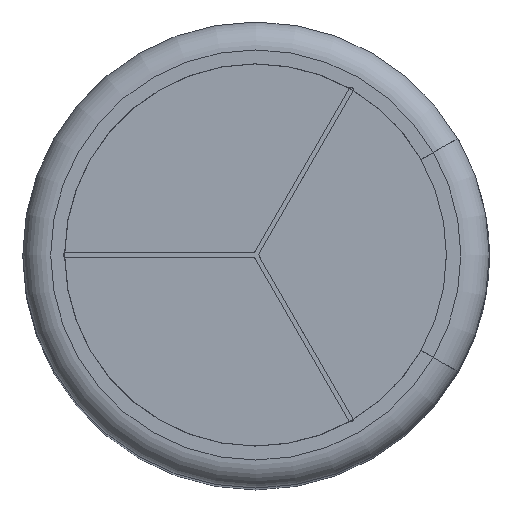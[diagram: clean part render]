
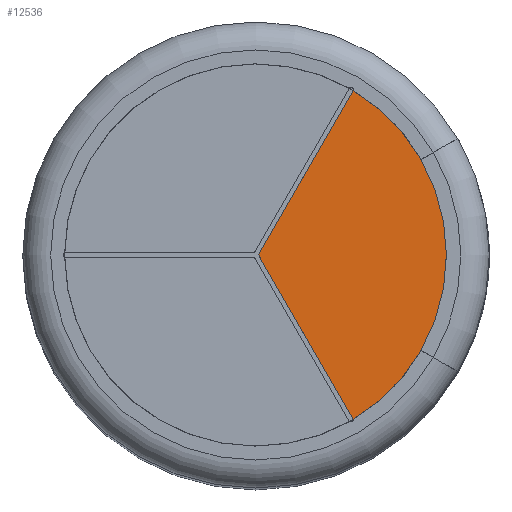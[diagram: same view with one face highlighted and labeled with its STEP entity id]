
A CAD part, top view. The second image highlights one B-rep face of the part: STEP entity #12536.
In plain terms, the highlighted planar face has unit normal (0, 0, 1).
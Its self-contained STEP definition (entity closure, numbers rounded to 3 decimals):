
#271 = VERTEX_POINT ( 'NONE', #3023 ) ;
#1097 = VECTOR ( 'NONE', #10176, 1000. ) ;
#1141 = CARTESIAN_POINT ( 'NONE',  ( 0., 0., 16.79 ) ) ;
#1260 = VERTEX_POINT ( 'NONE', #11599 ) ;
#1356 = AXIS2_PLACEMENT_3D ( 'NONE', #4078, #13027, #14218 ) ;
#1527 = DIRECTION ( 'NONE',  ( 1., 0., 0. ) ) ;
#1576 = VECTOR ( 'NONE', #10121, 1000. ) ;
#1760 = EDGE_CURVE ( 'NONE', #7218, #271, #12248, .T. ) ;
#2342 = VECTOR ( 'NONE', #11570, 1000. ) ;
#2535 = EDGE_CURVE ( 'NONE', #6050, #1260, #2933, .T. ) ;
#2724 = CARTESIAN_POINT ( 'NONE',  ( 0.058, 0., 16.79 ) ) ;
#2774 = CARTESIAN_POINT ( 'NONE',  ( 3.551, -2.05, 16.79 ) ) ;
#2933 = CIRCLE ( 'NONE', #9085, 4.1 ) ;
#2995 = AXIS2_PLACEMENT_3D ( 'NONE', #1141, #7957, #5702 ) ;
#3023 = CARTESIAN_POINT ( 'NONE',  ( 3.542, 2.045, 16.79 ) ) ;
#4040 = CARTESIAN_POINT ( 'NONE',  ( 2.093, 3.525, 16.79 ) ) ;
#4078 = CARTESIAN_POINT ( 'NONE',  ( 0., 0., 16.79 ) ) ;
#4367 = EDGE_CURVE ( 'NONE', #7218, #6050, #4646, .T. ) ;
#4519 = CARTESIAN_POINT ( 'NONE',  ( 0.058, 0., 16.79 ) ) ;
#4596 = VECTOR ( 'NONE', #9633, 1000. ) ;
#4646 = LINE ( 'NONE', #9263, #2342 ) ;
#4693 = ORIENTED_EDGE ( 'NONE', *, *, #11634, .F. ) ;
#5479 = CARTESIAN_POINT ( 'NONE',  ( 0., 0., 16.79 ) ) ;
#5702 = DIRECTION ( 'NONE',  ( 1., 0., 0. ) ) ;
#6050 = VERTEX_POINT ( 'NONE', #2774 ) ;
#6289 = ORIENTED_EDGE ( 'NONE', *, *, #7863, .F. ) ;
#6570 = AXIS2_PLACEMENT_3D ( 'NONE', #6663, #7268, #14019 ) ;
#6663 = CARTESIAN_POINT ( 'NONE',  ( 0., 0., 16.79 ) ) ;
#7187 = DIRECTION ( 'NONE',  ( 0., 0., -1. ) ) ;
#7218 = VERTEX_POINT ( 'NONE', #8605 ) ;
#7268 = DIRECTION ( 'NONE',  ( 0., 0., 1. ) ) ;
#7490 = ORIENTED_EDGE ( 'NONE', *, *, #11557, .T. ) ;
#7863 = EDGE_CURVE ( 'NONE', #12669, #13319, #9700, .T. ) ;
#7872 = CARTESIAN_POINT ( 'NONE',  ( 0.043, 0.025, 16.79 ) ) ;
#7957 = DIRECTION ( 'NONE',  ( 0., 0., -1. ) ) ;
#8453 = CIRCLE ( 'NONE', #2995, 4.1 ) ;
#8605 = CARTESIAN_POINT ( 'NONE',  ( 3.542, -2.045, 16.79 ) ) ;
#8645 = CARTESIAN_POINT ( 'NONE',  ( 0., 0., 16.79 ) ) ;
#8830 = LINE ( 'NONE', #7872, #1097 ) ;
#9085 = AXIS2_PLACEMENT_3D ( 'NONE', #8645, #7187, #1527 ) ;
#9263 = CARTESIAN_POINT ( 'NONE',  ( 0., 0., 16.79 ) ) ;
#9633 = DIRECTION ( 'NONE',  ( 0.5, 0.866, 0. ) ) ;
#9700 = LINE ( 'NONE', #2724, #4596 ) ;
#10121 = DIRECTION ( 'NONE',  ( 0.866, 0.5, 0. ) ) ;
#10176 = DIRECTION ( 'NONE',  ( -0.5, 0.866, 0. ) ) ;
#10202 = ORIENTED_EDGE ( 'NONE', *, *, #2535, .F. ) ;
#10293 = VERTEX_POINT ( 'NONE', #10881 ) ;
#10750 = EDGE_LOOP ( 'NONE', ( #6289, #13794, #10202, #11313, #14125, #7490, #4693 ) ) ;
#10881 = CARTESIAN_POINT ( 'NONE',  ( 3.551, 2.05, 16.79 ) ) ;
#10938 = FACE_OUTER_BOUND ( 'NONE', #10750, .T. ) ;
#11313 = ORIENTED_EDGE ( 'NONE', *, *, #4367, .F. ) ;
#11557 = EDGE_CURVE ( 'NONE', #271, #10293, #13467, .T. ) ;
#11570 = DIRECTION ( 'NONE',  ( 0.866, -0.5, 0. ) ) ;
#11599 = CARTESIAN_POINT ( 'NONE',  ( 2.093, -3.525, 16.79 ) ) ;
#11634 = EDGE_CURVE ( 'NONE', #13319, #10293, #8453, .T. ) ;
#11925 = EDGE_CURVE ( 'NONE', #1260, #12669, #8830, .T. ) ;
#12248 = CIRCLE ( 'NONE', #6570, 4.09 ) ;
#12536 = ADVANCED_FACE ( 'NONE', ( #10938 ), #13247, .T. ) ;
#12669 = VERTEX_POINT ( 'NONE', #4519 ) ;
#13027 = DIRECTION ( 'NONE',  ( 0., 0., 1. ) ) ;
#13247 = PLANE ( 'NONE',  #1356 ) ;
#13319 = VERTEX_POINT ( 'NONE', #4040 ) ;
#13467 = LINE ( 'NONE', #5479, #1576 ) ;
#13794 = ORIENTED_EDGE ( 'NONE', *, *, #11925, .F. ) ;
#14019 = DIRECTION ( 'NONE',  ( -1., 0., 0. ) ) ;
#14125 = ORIENTED_EDGE ( 'NONE', *, *, #1760, .T. ) ;
#14218 = DIRECTION ( 'NONE',  ( -1., 0., 0. ) ) ;
